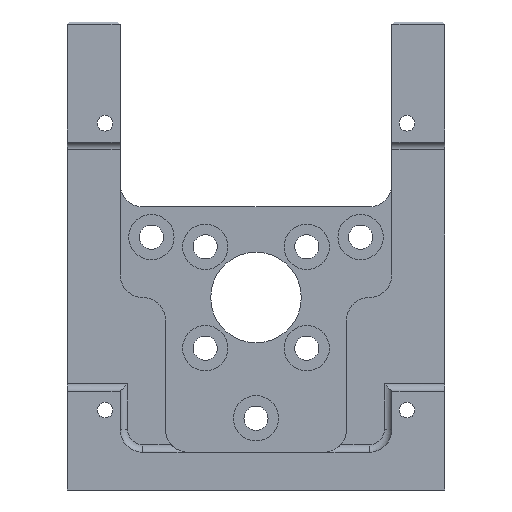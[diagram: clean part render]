
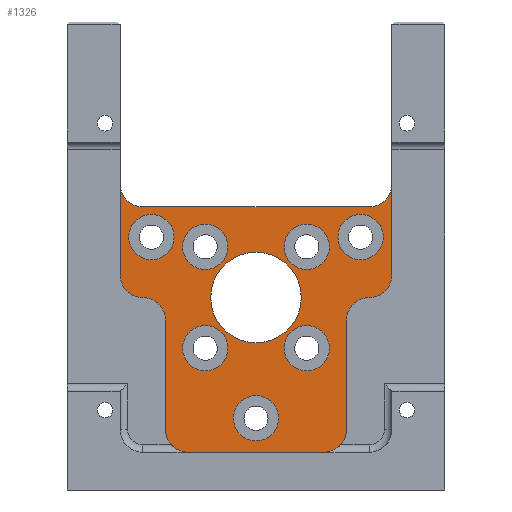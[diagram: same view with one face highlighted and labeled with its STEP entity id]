
A CAD part, front view. The second image highlights one B-rep face of the part: STEP entity #1326.
In plain terms, the highlighted planar face has unit normal (0, -1, 0).
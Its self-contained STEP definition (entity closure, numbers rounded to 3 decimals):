
#62=FACE_BOUND('',#294,.T.);
#63=FACE_BOUND('',#295,.T.);
#64=FACE_BOUND('',#296,.T.);
#65=FACE_BOUND('',#297,.T.);
#66=FACE_BOUND('',#298,.T.);
#67=FACE_BOUND('',#299,.T.);
#68=FACE_BOUND('',#300,.T.);
#69=FACE_BOUND('',#301,.T.);
#131=CIRCLE('',#1448,3.);
#132=CIRCLE('',#1450,3.);
#133=CIRCLE('',#1453,3.);
#134=CIRCLE('',#1456,3.);
#135=CIRCLE('',#1459,3.);
#136=CIRCLE('',#1461,3.);
#137=CIRCLE('',#1463,3.);
#138=CIRCLE('',#1464,3.);
#139=CIRCLE('',#1465,3.);
#140=CIRCLE('',#1466,3.);
#141=CIRCLE('',#1467,3.);
#142=CIRCLE('',#1468,3.);
#143=CIRCLE('',#1469,3.);
#144=CIRCLE('',#1470,3.);
#145=CIRCLE('',#1471,3.);
#146=CIRCLE('',#1472,6.);
#213=FACE_OUTER_BOUND('',#293,.T.);
#293=EDGE_LOOP('',(#1055,#1056,#1057,#1058,#1059,#1060,#1061,#1062,#1063,
#1064,#1065,#1066,#1067,#1068));
#294=EDGE_LOOP('',(#1069));
#295=EDGE_LOOP('',(#1070));
#296=EDGE_LOOP('',(#1071));
#297=EDGE_LOOP('',(#1072));
#298=EDGE_LOOP('',(#1073));
#299=EDGE_LOOP('',(#1074));
#300=EDGE_LOOP('',(#1075));
#301=EDGE_LOOP('',(#1076));
#414=LINE('',#2140,#519);
#421=LINE('',#2177,#526);
#423=LINE('',#2183,#528);
#429=LINE('',#2195,#534);
#433=LINE('',#2207,#538);
#434=LINE('',#2211,#539);
#519=VECTOR('',#1710,10.);
#526=VECTOR('',#1745,10.);
#528=VECTOR('',#1753,10.);
#534=VECTOR('',#1765,10.);
#538=VECTOR('',#1779,10.);
#539=VECTOR('',#1782,10.);
#635=VERTEX_POINT('',#2134);
#637=VERTEX_POINT('',#2138);
#642=VERTEX_POINT('',#2166);
#643=VERTEX_POINT('',#2167);
#644=VERTEX_POINT('',#2172);
#645=VERTEX_POINT('',#2176);
#646=VERTEX_POINT('',#2182);
#648=VERTEX_POINT('',#2190);
#649=VERTEX_POINT('',#2194);
#650=VERTEX_POINT('',#2198);
#651=VERTEX_POINT('',#2202);
#652=VERTEX_POINT('',#2206);
#653=VERTEX_POINT('',#2208);
#654=VERTEX_POINT('',#2210);
#655=VERTEX_POINT('',#2213);
#656=VERTEX_POINT('',#2215);
#657=VERTEX_POINT('',#2217);
#658=VERTEX_POINT('',#2219);
#659=VERTEX_POINT('',#2221);
#660=VERTEX_POINT('',#2223);
#661=VERTEX_POINT('',#2225);
#662=VERTEX_POINT('',#2227);
#778=EDGE_CURVE('',#637,#635,#414,.T.);
#788=EDGE_CURVE('',#642,#643,#131,.T.);
#791=EDGE_CURVE('',#643,#644,#132,.T.);
#793=EDGE_CURVE('',#644,#645,#421,.T.);
#795=EDGE_CURVE('',#645,#635,#133,.T.);
#796=EDGE_CURVE('',#642,#646,#423,.T.);
#801=EDGE_CURVE('',#637,#648,#134,.T.);
#803=EDGE_CURVE('',#648,#649,#429,.T.);
#805=EDGE_CURVE('',#649,#650,#135,.T.);
#807=EDGE_CURVE('',#650,#651,#136,.T.);
#809=EDGE_CURVE('',#652,#651,#433,.T.);
#810=EDGE_CURVE('',#652,#653,#137,.T.);
#811=EDGE_CURVE('',#653,#654,#434,.T.);
#812=EDGE_CURVE('',#654,#646,#138,.T.);
#813=EDGE_CURVE('',#655,#655,#139,.T.);
#814=EDGE_CURVE('',#656,#656,#140,.T.);
#815=EDGE_CURVE('',#657,#657,#141,.T.);
#816=EDGE_CURVE('',#658,#658,#142,.T.);
#817=EDGE_CURVE('',#659,#659,#143,.T.);
#818=EDGE_CURVE('',#660,#660,#144,.T.);
#819=EDGE_CURVE('',#661,#661,#145,.T.);
#820=EDGE_CURVE('',#662,#662,#146,.T.);
#1055=ORIENTED_EDGE('',*,*,#795,.T.);
#1056=ORIENTED_EDGE('',*,*,#778,.F.);
#1057=ORIENTED_EDGE('',*,*,#801,.T.);
#1058=ORIENTED_EDGE('',*,*,#803,.T.);
#1059=ORIENTED_EDGE('',*,*,#805,.T.);
#1060=ORIENTED_EDGE('',*,*,#807,.T.);
#1061=ORIENTED_EDGE('',*,*,#809,.F.);
#1062=ORIENTED_EDGE('',*,*,#810,.T.);
#1063=ORIENTED_EDGE('',*,*,#811,.T.);
#1064=ORIENTED_EDGE('',*,*,#812,.T.);
#1065=ORIENTED_EDGE('',*,*,#796,.F.);
#1066=ORIENTED_EDGE('',*,*,#788,.T.);
#1067=ORIENTED_EDGE('',*,*,#791,.T.);
#1068=ORIENTED_EDGE('',*,*,#793,.T.);
#1069=ORIENTED_EDGE('',*,*,#813,.T.);
#1070=ORIENTED_EDGE('',*,*,#814,.T.);
#1071=ORIENTED_EDGE('',*,*,#815,.T.);
#1072=ORIENTED_EDGE('',*,*,#816,.T.);
#1073=ORIENTED_EDGE('',*,*,#817,.T.);
#1074=ORIENTED_EDGE('',*,*,#818,.T.);
#1075=ORIENTED_EDGE('',*,*,#819,.T.);
#1076=ORIENTED_EDGE('',*,*,#820,.T.);
#1265=PLANE('',#1462);
#1326=ADVANCED_FACE('',(#213,#62,#63,#64,#65,#66,#67,#68,#69),#1265,.F.);
#1448=AXIS2_PLACEMENT_3D('',#2168,#1734,#1735);
#1450=AXIS2_PLACEMENT_3D('',#2173,#1740,#1741);
#1453=AXIS2_PLACEMENT_3D('',#2180,#1749,#1750);
#1456=AXIS2_PLACEMENT_3D('',#2191,#1760,#1761);
#1459=AXIS2_PLACEMENT_3D('',#2199,#1769,#1770);
#1461=AXIS2_PLACEMENT_3D('',#2203,#1774,#1775);
#1462=AXIS2_PLACEMENT_3D('',#2205,#1777,#1778);
#1463=AXIS2_PLACEMENT_3D('',#2209,#1780,#1781);
#1464=AXIS2_PLACEMENT_3D('',#2212,#1783,#1784);
#1465=AXIS2_PLACEMENT_3D('',#2214,#1785,#1786);
#1466=AXIS2_PLACEMENT_3D('',#2216,#1787,#1788);
#1467=AXIS2_PLACEMENT_3D('',#2218,#1789,#1790);
#1468=AXIS2_PLACEMENT_3D('',#2220,#1791,#1792);
#1469=AXIS2_PLACEMENT_3D('',#2222,#1793,#1794);
#1470=AXIS2_PLACEMENT_3D('',#2224,#1795,#1796);
#1471=AXIS2_PLACEMENT_3D('',#2226,#1797,#1798);
#1472=AXIS2_PLACEMENT_3D('',#2228,#1799,#1800);
#1710=DIRECTION('',(-1.,0.,0.));
#1734=DIRECTION('center_axis',(0.,-1.,0.));
#1735=DIRECTION('ref_axis',(0.,0.,-1.));
#1740=DIRECTION('center_axis',(0.,1.,0.));
#1741=DIRECTION('ref_axis',(0.,0.,1.));
#1745=DIRECTION('',(0.,0.,-1.));
#1749=DIRECTION('center_axis',(0.,-1.,0.));
#1750=DIRECTION('ref_axis',(0.,0.,-1.));
#1753=DIRECTION('',(0.,0.,1.));
#1760=DIRECTION('center_axis',(0.,-1.,0.));
#1761=DIRECTION('ref_axis',(1.,0.,0.));
#1765=DIRECTION('',(0.,0.,1.));
#1769=DIRECTION('center_axis',(0.,1.,0.));
#1770=DIRECTION('ref_axis',(-1.,0.,0.));
#1774=DIRECTION('center_axis',(0.,-1.,0.));
#1775=DIRECTION('ref_axis',(1.,0.,0.));
#1777=DIRECTION('center_axis',(0.,1.,0.));
#1778=DIRECTION('ref_axis',(1.,0.,0.));
#1779=DIRECTION('',(0.,0.,-1.));
#1780=DIRECTION('center_axis',(0.,1.,0.));
#1781=DIRECTION('ref_axis',(1.,0.,0.));
#1782=DIRECTION('',(-1.,0.,0.));
#1783=DIRECTION('center_axis',(0.,1.,0.));
#1784=DIRECTION('ref_axis',(0.,0.,-1.));
#1785=DIRECTION('center_axis',(0.,1.,0.));
#1786=DIRECTION('ref_axis',(1.,0.,0.));
#1787=DIRECTION('center_axis',(0.,1.,0.));
#1788=DIRECTION('ref_axis',(1.,0.,0.));
#1789=DIRECTION('center_axis',(0.,1.,0.));
#1790=DIRECTION('ref_axis',(1.,0.,0.));
#1791=DIRECTION('center_axis',(0.,1.,0.));
#1792=DIRECTION('ref_axis',(1.,0.,0.));
#1793=DIRECTION('center_axis',(0.,1.,0.));
#1794=DIRECTION('ref_axis',(1.,0.,0.));
#1795=DIRECTION('center_axis',(0.,1.,0.));
#1796=DIRECTION('ref_axis',(1.,0.,0.));
#1797=DIRECTION('center_axis',(0.,1.,0.));
#1798=DIRECTION('ref_axis',(1.,0.,0.));
#1799=DIRECTION('center_axis',(0.,1.,0.));
#1800=DIRECTION('ref_axis',(1.,0.,0.));
#2134=CARTESIAN_POINT('',(-9.,-4.,-20.5));
#2138=CARTESIAN_POINT('',(9.,-4.,-20.5));
#2140=CARTESIAN_POINT('',(7.5,-4.,-20.5));
#2166=CARTESIAN_POINT('',(-18.,-4.,3.));
#2167=CARTESIAN_POINT('',(-15.,-4.,0.));
#2168=CARTESIAN_POINT('Origin',(-15.,-4.,3.));
#2172=CARTESIAN_POINT('',(-12.,-4.,-3.));
#2173=CARTESIAN_POINT('Origin',(-15.,-4.,-3.));
#2176=CARTESIAN_POINT('',(-12.,-4.,-17.5));
#2177=CARTESIAN_POINT('',(-12.,-4.,-6.));
#2180=CARTESIAN_POINT('Origin',(-9.,-4.,-17.5));
#2182=CARTESIAN_POINT('',(-18.,-4.,15.));
#2183=CARTESIAN_POINT('',(-18.,-4.,-6.));
#2190=CARTESIAN_POINT('',(12.,-4.,-17.5));
#2191=CARTESIAN_POINT('Origin',(9.,-4.,-17.5));
#2194=CARTESIAN_POINT('',(12.,-4.,-3.));
#2195=CARTESIAN_POINT('',(12.,-4.,1.25));
#2198=CARTESIAN_POINT('',(15.,-4.,0.));
#2199=CARTESIAN_POINT('Origin',(15.,-4.,-3.));
#2202=CARTESIAN_POINT('',(18.,-4.,3.));
#2203=CARTESIAN_POINT('Origin',(15.,-4.,3.));
#2205=CARTESIAN_POINT('Origin',(0.,-4.,5.5));
#2206=CARTESIAN_POINT('',(18.,-4.,15.));
#2207=CARTESIAN_POINT('',(18.,-4.,20.85));
#2208=CARTESIAN_POINT('',(15.,-4.,12.));
#2209=CARTESIAN_POINT('Origin',(15.,-4.,15.));
#2210=CARTESIAN_POINT('',(-15.,-4.,12.));
#2211=CARTESIAN_POINT('',(-15.,-4.,12.));
#2212=CARTESIAN_POINT('Origin',(-15.,-4.,15.));
#2213=CARTESIAN_POINT('',(3.718,-4.,6.718));
#2214=CARTESIAN_POINT('Origin',(6.718,-4.,6.718));
#2215=CARTESIAN_POINT('',(-9.718,-4.,6.718));
#2216=CARTESIAN_POINT('Origin',(-6.718,-4.,6.718));
#2217=CARTESIAN_POINT('',(-9.718,-4.,-6.718));
#2218=CARTESIAN_POINT('Origin',(-6.718,-4.,-6.718));
#2219=CARTESIAN_POINT('',(10.856,-4.,8.));
#2220=CARTESIAN_POINT('Origin',(13.856,-4.,8.));
#2221=CARTESIAN_POINT('',(-16.856,-4.,8.));
#2222=CARTESIAN_POINT('Origin',(-13.856,-4.,8.));
#2223=CARTESIAN_POINT('',(3.718,-4.,-6.718));
#2224=CARTESIAN_POINT('Origin',(6.718,-4.,-6.718));
#2225=CARTESIAN_POINT('',(-3.,-4.,-16.));
#2226=CARTESIAN_POINT('Origin',(0.,-4.,-16.));
#2227=CARTESIAN_POINT('',(-6.,-4.,0.));
#2228=CARTESIAN_POINT('Origin',(0.,-4.,0.));
